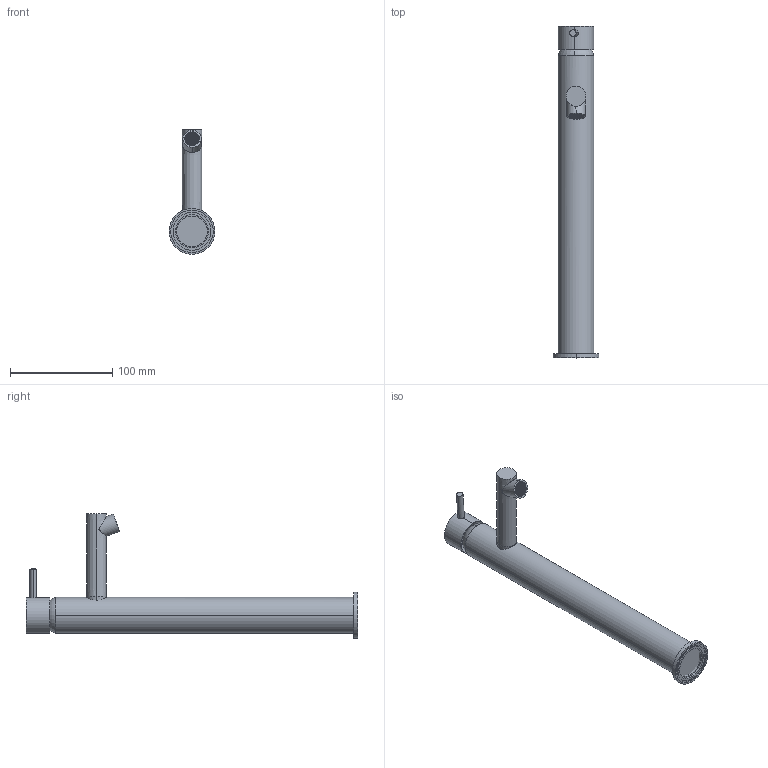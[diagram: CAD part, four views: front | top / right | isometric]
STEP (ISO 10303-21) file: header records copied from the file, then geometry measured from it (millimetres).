
FILE_DESCRIPTION (( 'STEP AP214' ), '1' );
FILE_NAME ('SUSSEX_SCALA_SLEBM_mini_extended_basin_mixer_shell.STEP', '2021-06-22T05:49:37', ( '' ), ( '' ), 'SwSTEP 2.0', 'SolidWorks 2020', '' );
FILE_SCHEMA (( 'AUTOMOTIVE_DESIGN' ));
Length unit declared in the file: millimetre
Products named in the file (1): SUSSEX_SCALA_SLEBM_mini_extended_basin_mixer_shell
Bounding box: 45 x 324.96 x 122 mm (x, y, z)
Volume: 328573.2 mm3; surface area: 54193.8 mm2
Topology: 8 solids, 8 shells, 1977 faces, 5970 edges, 3971 vertices
Faces by surface type: plane 1851, bspline 57, cylinder 51, cone 14, torus 4
Entity records: 88382 total; most frequent: CARTESIAN_POINT 13012, ORIENTED_EDGE 11936, DIRECTION 9925, EDGE_CURVE 5968, VECTOR 5601, LINE 5601, VERTEX_POINT 3971, EDGE_LOOP 2571
